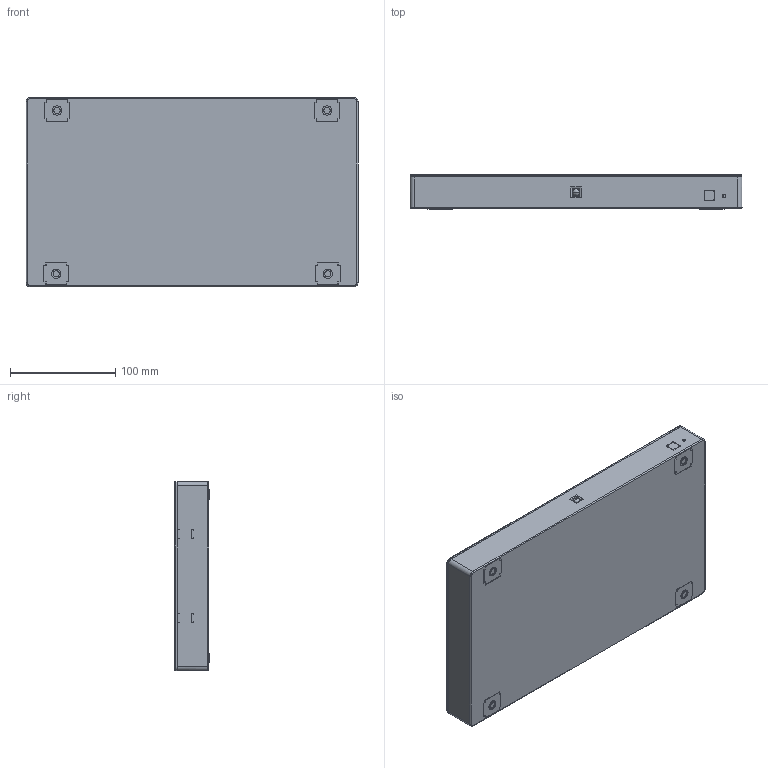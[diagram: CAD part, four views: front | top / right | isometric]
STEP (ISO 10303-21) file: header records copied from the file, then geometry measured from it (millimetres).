
FILE_DESCRIPTION((''),'2;1');
FILE_NAME('SSE_ASM_ASM','2025-09-16T10:03:38',('chuncheng.yin'),(''),'CREO PARAMETRIC BY PTC INC, 2024401','CREO PARAMETRIC BY PTC INC, 2024401','');
FILE_SCHEMA(('CONFIG_CONTROL_DESIGN'));
Products named in the file (1): SSE_ASM_ASM
Bounding box: 316 x 33.3 x 180.41 mm (x, y, z)
Volume: 1556875.1 mm3; surface area: 341832.3 mm2
Topology: 4 solids, 26 shells, 5502 faces, 15452 edges, 10238 vertices
Faces by surface type: plane 4855, cylinder 331, extrusion 222, cone 56, torus 16, sphere 12, bspline 8, revolution 2
Entity records: 177049 total; most frequent: CARTESIAN_POINT 35433, ORIENTED_EDGE 30876, DIRECTION 26221, EDGE_CURVE 15438, VECTOR 14275, LINE 14053, VERTEX_POINT 10238, AXIS2_PLACEMENT_3D 5972
